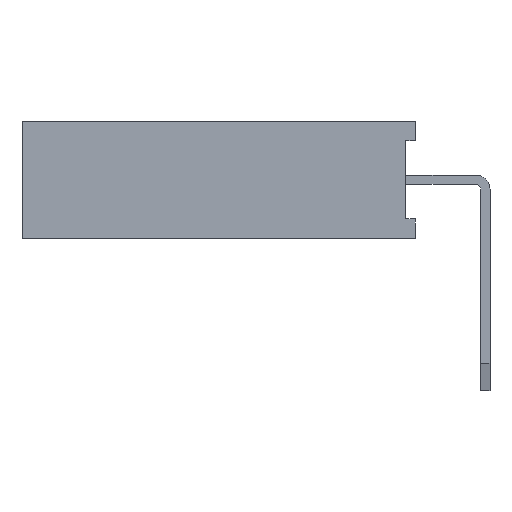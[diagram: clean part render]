
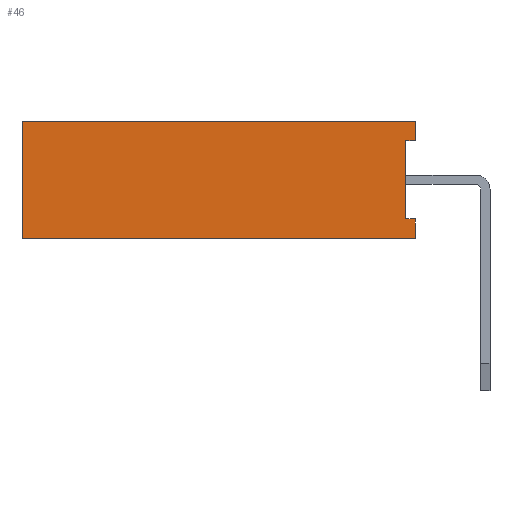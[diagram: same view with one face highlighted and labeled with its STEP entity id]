
A CAD part, front view. The second image highlights one B-rep face of the part: STEP entity #46.
In plain terms, the highlighted planar face has unit normal (0, -1, 0).
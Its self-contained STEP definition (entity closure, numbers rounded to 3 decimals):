
#20=EDGE_CURVE('',#21,#23,#25,.T.);
#21=VERTEX_POINT('',#22);
#22=CARTESIAN_POINT('',(-1.52,-92.71,2.54));
#23=VERTEX_POINT('',#24);
#24=CARTESIAN_POINT('',(-10.03,-92.71,2.54));
#25=LINE('',#22,#26);
#26=VECTOR('',#27,1.);
#27=DIRECTION('',(-1.,0.,0.));
#34=DIRECTION('',(0.,1.,0.));
#46=ADVANCED_FACE('',(#47),#85,.F.);
#47=FACE_BOUND('',#48,.F.);
#48=EDGE_LOOP('',(#49,#58,#63,#67,#68,#72,#77,#82));
#49=ORIENTED_EDGE('',*,*,#50,.F.);
#50=EDGE_CURVE('',#51,#53,#55,.T.);
#51=VERTEX_POINT('',#52);
#52=CARTESIAN_POINT('',(-1.52,-92.71,0.));
#53=VERTEX_POINT('',#54);
#54=CARTESIAN_POINT('',(-1.52,-92.71,0.423));
#55=LINE('',#52,#56);
#56=VECTOR('',#57,1.);
#57=DIRECTION('',(0.,0.,1.));
#58=ORIENTED_EDGE('',*,*,#59,.T.);
#59=EDGE_CURVE('',#51,#60,#62,.T.);
#60=VERTEX_POINT('',#61);
#61=CARTESIAN_POINT('',(-10.03,-92.71,0.));
#62=LINE('',#52,#26);
#63=ORIENTED_EDGE('',*,*,#64,.T.);
#64=EDGE_CURVE('',#60,#23,#65,.T.);
#65=LINE('',#66,#56);
#66=CARTESIAN_POINT('',(-10.03,-92.71,0.));
#67=ORIENTED_EDGE('',*,*,#20,.F.);
#68=ORIENTED_EDGE('',*,*,#69,.F.);
#69=EDGE_CURVE('',#70,#21,#55,.T.);
#70=VERTEX_POINT('',#71);
#71=CARTESIAN_POINT('',(-1.52,-92.71,2.117));
#72=ORIENTED_EDGE('',*,*,#73,.T.);
#73=EDGE_CURVE('',#70,#74,#76,.T.);
#74=VERTEX_POINT('',#75);
#75=CARTESIAN_POINT('',(-1.72,-92.71,2.117));
#76=LINE('',#71,#26);
#77=ORIENTED_EDGE('',*,*,#78,.F.);
#78=EDGE_CURVE('',#79,#74,#81,.T.);
#79=VERTEX_POINT('',#80);
#80=CARTESIAN_POINT('',(-1.72,-92.71,0.423));
#81=LINE('',#80,#56);
#82=ORIENTED_EDGE('',*,*,#83,.F.);
#83=EDGE_CURVE('',#53,#79,#84,.T.);
#84=LINE('',#54,#26);
#85=PLANE('',#86);
#86=AXIS2_PLACEMENT_3D('',#52,#34,#57);
